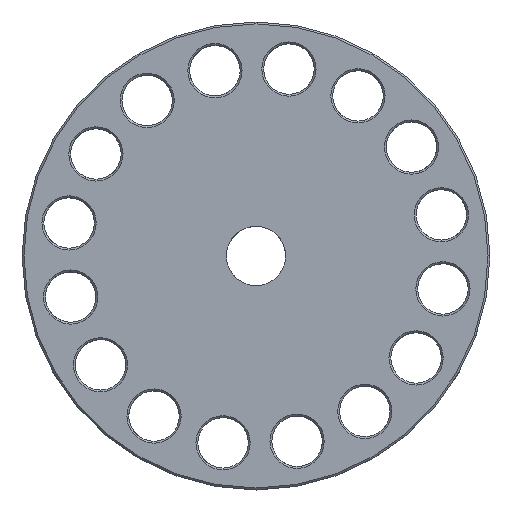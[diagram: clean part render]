
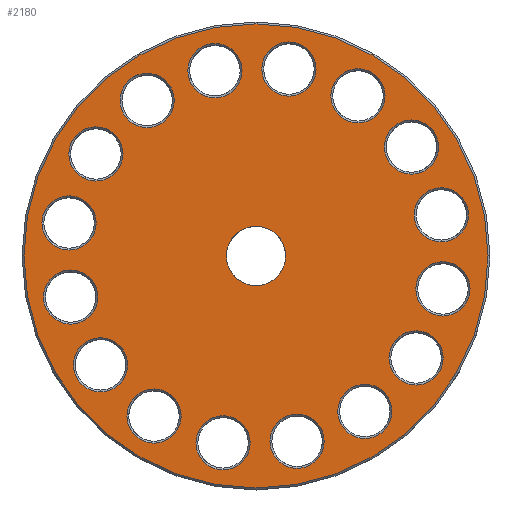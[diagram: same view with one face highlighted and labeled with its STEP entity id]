
A CAD part, top view. The second image highlights one B-rep face of the part: STEP entity #2180.
In plain terms, the highlighted planar face has unit normal (0, 0, 1).
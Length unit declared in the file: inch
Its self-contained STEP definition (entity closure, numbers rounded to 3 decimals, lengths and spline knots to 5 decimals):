
#107=FACE_BOUND('',#267,.T.);
#108=FACE_BOUND('',#268,.T.);
#109=FACE_BOUND('',#269,.T.);
#110=FACE_BOUND('',#270,.T.);
#111=FACE_BOUND('',#271,.T.);
#112=FACE_BOUND('',#272,.T.);
#113=FACE_BOUND('',#273,.T.);
#114=FACE_BOUND('',#274,.T.);
#115=FACE_BOUND('',#275,.T.);
#116=FACE_BOUND('',#276,.T.);
#117=FACE_BOUND('',#277,.T.);
#118=FACE_BOUND('',#278,.T.);
#119=FACE_BOUND('',#279,.T.);
#120=FACE_BOUND('',#280,.T.);
#121=FACE_BOUND('',#281,.T.);
#122=FACE_BOUND('',#282,.T.);
#123=FACE_BOUND('',#283,.T.);
#132=PLANE('',#2322);
#147=FACE_OUTER_BOUND('',#266,.T.);
#266=EDGE_LOOP('',(#1502));
#267=EDGE_LOOP('',(#1503));
#268=EDGE_LOOP('',(#1504));
#269=EDGE_LOOP('',(#1505));
#270=EDGE_LOOP('',(#1506));
#271=EDGE_LOOP('',(#1507));
#272=EDGE_LOOP('',(#1508));
#273=EDGE_LOOP('',(#1509));
#274=EDGE_LOOP('',(#1510));
#275=EDGE_LOOP('',(#1511));
#276=EDGE_LOOP('',(#1512));
#277=EDGE_LOOP('',(#1513));
#278=EDGE_LOOP('',(#1514));
#279=EDGE_LOOP('',(#1515));
#280=EDGE_LOOP('',(#1516));
#281=EDGE_LOOP('',(#1517));
#282=EDGE_LOOP('',(#1518));
#283=EDGE_LOOP('',(#1519));
#405=CIRCLE('',#2320,0.14281);
#407=CIRCLE('',#2323,1.2225);
#408=CIRCLE('',#2324,0.14281);
#409=CIRCLE('',#2325,0.14281);
#410=CIRCLE('',#2326,0.14281);
#411=CIRCLE('',#2327,0.14281);
#412=CIRCLE('',#2328,0.14281);
#413=CIRCLE('',#2329,0.14281);
#414=CIRCLE('',#2330,0.14281);
#415=CIRCLE('',#2331,0.14281);
#416=CIRCLE('',#2332,0.1563);
#417=CIRCLE('',#2333,0.14281);
#418=CIRCLE('',#2334,0.14281);
#419=CIRCLE('',#2335,0.14281);
#420=CIRCLE('',#2336,0.14281);
#421=CIRCLE('',#2337,0.14281);
#422=CIRCLE('',#2338,0.14281);
#423=CIRCLE('',#2339,0.14281);
#902=VERTEX_POINT('',#3240);
#904=VERTEX_POINT('',#3246);
#905=VERTEX_POINT('',#3248);
#906=VERTEX_POINT('',#3250);
#907=VERTEX_POINT('',#3252);
#908=VERTEX_POINT('',#3254);
#909=VERTEX_POINT('',#3256);
#910=VERTEX_POINT('',#3258);
#911=VERTEX_POINT('',#3260);
#912=VERTEX_POINT('',#3262);
#913=VERTEX_POINT('',#3264);
#914=VERTEX_POINT('',#3266);
#915=VERTEX_POINT('',#3268);
#916=VERTEX_POINT('',#3270);
#917=VERTEX_POINT('',#3272);
#918=VERTEX_POINT('',#3274);
#919=VERTEX_POINT('',#3276);
#920=VERTEX_POINT('',#3278);
#1130=EDGE_CURVE('',#902,#902,#405,.T.);
#1133=EDGE_CURVE('',#904,#904,#407,.T.);
#1134=EDGE_CURVE('',#905,#905,#408,.T.);
#1135=EDGE_CURVE('',#906,#906,#409,.T.);
#1136=EDGE_CURVE('',#907,#907,#410,.T.);
#1137=EDGE_CURVE('',#908,#908,#411,.T.);
#1138=EDGE_CURVE('',#909,#909,#412,.T.);
#1139=EDGE_CURVE('',#910,#910,#413,.T.);
#1140=EDGE_CURVE('',#911,#911,#414,.T.);
#1141=EDGE_CURVE('',#912,#912,#415,.T.);
#1142=EDGE_CURVE('',#913,#913,#416,.F.);
#1143=EDGE_CURVE('',#914,#914,#417,.T.);
#1144=EDGE_CURVE('',#915,#915,#418,.T.);
#1145=EDGE_CURVE('',#916,#916,#419,.T.);
#1146=EDGE_CURVE('',#917,#917,#420,.T.);
#1147=EDGE_CURVE('',#918,#918,#421,.T.);
#1148=EDGE_CURVE('',#919,#919,#422,.T.);
#1149=EDGE_CURVE('',#920,#920,#423,.T.);
#1502=ORIENTED_EDGE('',*,*,#1133,.F.);
#1503=ORIENTED_EDGE('',*,*,#1134,.F.);
#1504=ORIENTED_EDGE('',*,*,#1135,.F.);
#1505=ORIENTED_EDGE('',*,*,#1136,.F.);
#1506=ORIENTED_EDGE('',*,*,#1137,.F.);
#1507=ORIENTED_EDGE('',*,*,#1138,.F.);
#1508=ORIENTED_EDGE('',*,*,#1139,.F.);
#1509=ORIENTED_EDGE('',*,*,#1140,.F.);
#1510=ORIENTED_EDGE('',*,*,#1141,.F.);
#1511=ORIENTED_EDGE('',*,*,#1142,.T.);
#1512=ORIENTED_EDGE('',*,*,#1143,.F.);
#1513=ORIENTED_EDGE('',*,*,#1144,.F.);
#1514=ORIENTED_EDGE('',*,*,#1145,.F.);
#1515=ORIENTED_EDGE('',*,*,#1146,.F.);
#1516=ORIENTED_EDGE('',*,*,#1147,.F.);
#1517=ORIENTED_EDGE('',*,*,#1148,.F.);
#1518=ORIENTED_EDGE('',*,*,#1149,.F.);
#1519=ORIENTED_EDGE('',*,*,#1130,.F.);
#2180=ADVANCED_FACE('',(#147,#107,#108,#109,#110,#111,#112,#113,#114,#115,
#116,#117,#118,#119,#120,#121,#122,#123),#132,.T.);
#2320=AXIS2_PLACEMENT_3D('',#3241,#2544,#2545);
#2322=AXIS2_PLACEMENT_3D('',#3245,#2549,#2550);
#2323=AXIS2_PLACEMENT_3D('',#3247,#2551,#2552);
#2324=AXIS2_PLACEMENT_3D('',#3249,#2553,#2554);
#2325=AXIS2_PLACEMENT_3D('',#3251,#2555,#2556);
#2326=AXIS2_PLACEMENT_3D('',#3253,#2557,#2558);
#2327=AXIS2_PLACEMENT_3D('',#3255,#2559,#2560);
#2328=AXIS2_PLACEMENT_3D('',#3257,#2561,#2562);
#2329=AXIS2_PLACEMENT_3D('',#3259,#2563,#2564);
#2330=AXIS2_PLACEMENT_3D('',#3261,#2565,#2566);
#2331=AXIS2_PLACEMENT_3D('',#3263,#2567,#2568);
#2332=AXIS2_PLACEMENT_3D('',#3265,#2569,#2570);
#2333=AXIS2_PLACEMENT_3D('',#3267,#2571,#2572);
#2334=AXIS2_PLACEMENT_3D('',#3269,#2573,#2574);
#2335=AXIS2_PLACEMENT_3D('',#3271,#2575,#2576);
#2336=AXIS2_PLACEMENT_3D('',#3273,#2577,#2578);
#2337=AXIS2_PLACEMENT_3D('',#3275,#2579,#2580);
#2338=AXIS2_PLACEMENT_3D('',#3277,#2581,#2582);
#2339=AXIS2_PLACEMENT_3D('',#3279,#2583,#2584);
#2544=DIRECTION('center_axis',(0.,0.,
1.));
#2545=DIRECTION('ref_axis',(1.,0.,0.));
#2549=DIRECTION('center_axis',(0.,0.,
1.));
#2550=DIRECTION('ref_axis',(1.,0.,0.));
#2551=DIRECTION('center_axis',(0.,0.,
-1.));
#2552=DIRECTION('ref_axis',(1.,0.,0.));
#2553=DIRECTION('center_axis',(0.,0.,
1.));
#2554=DIRECTION('ref_axis',(1.,0.,0.));
#2555=DIRECTION('center_axis',(0.,0.,
1.));
#2556=DIRECTION('ref_axis',(1.,0.,0.));
#2557=DIRECTION('center_axis',(0.,0.,
1.));
#2558=DIRECTION('ref_axis',(1.,0.,0.));
#2559=DIRECTION('center_axis',(0.,0.,
1.));
#2560=DIRECTION('ref_axis',(1.,0.,0.));
#2561=DIRECTION('center_axis',(0.,0.,
1.));
#2562=DIRECTION('ref_axis',(1.,0.,0.));
#2563=DIRECTION('center_axis',(0.,0.,
1.));
#2564=DIRECTION('ref_axis',(1.,0.,0.));
#2565=DIRECTION('center_axis',(0.,0.,
1.));
#2566=DIRECTION('ref_axis',(1.,0.,0.));
#2567=DIRECTION('center_axis',(0.,0.,
1.));
#2568=DIRECTION('ref_axis',(1.,0.,0.));
#2569=DIRECTION('center_axis',(0.,0.,
1.));
#2570=DIRECTION('ref_axis',(1.,0.,0.));
#2571=DIRECTION('center_axis',(0.,0.,
1.));
#2572=DIRECTION('ref_axis',(1.,0.,0.));
#2573=DIRECTION('center_axis',(0.,0.,
1.));
#2574=DIRECTION('ref_axis',(1.,0.,0.));
#2575=DIRECTION('center_axis',(0.,0.,
1.));
#2576=DIRECTION('ref_axis',(1.,0.,0.));
#2577=DIRECTION('center_axis',(0.,0.,
1.));
#2578=DIRECTION('ref_axis',(1.,0.,0.));
#2579=DIRECTION('center_axis',(0.,0.,
1.));
#2580=DIRECTION('ref_axis',(1.,0.,0.));
#2581=DIRECTION('center_axis',(0.,0.,
1.));
#2582=DIRECTION('ref_axis',(1.,0.,0.));
#2583=DIRECTION('center_axis',(0.,0.,
1.));
#2584=DIRECTION('ref_axis',(1.,0.,0.));
#3240=CARTESIAN_POINT('',(1.35012,0.50673,4.13126));
#3241=CARTESIAN_POINT('Origin',(1.49293,0.50673,4.13126));
#3245=CARTESIAN_POINT('Origin',(2.03023,1.35012,4.13126));
#3246=CARTESIAN_POINT('',(0.80773,1.35012,4.13126));
#3247=CARTESIAN_POINT('Origin',(2.03023,1.35012,4.13126));
#3248=CARTESIAN_POINT('',(1.06827,0.77654,4.13126));
#3249=CARTESIAN_POINT('Origin',(1.21108,0.77654,4.13126));
#3250=CARTESIAN_POINT('',(0.90261,1.52377,4.13126));
#3251=CARTESIAN_POINT('Origin',(1.04542,1.52377,4.13126));
#3252=CARTESIAN_POINT('',(1.31384,2.16927,4.13126));
#3253=CARTESIAN_POINT('Origin',(1.45665,2.16927,4.13126));
#3254=CARTESIAN_POINT('',(2.06107,2.33493,4.13126));
#3255=CARTESIAN_POINT('Origin',(2.20388,2.33493,4.13126));
#3256=CARTESIAN_POINT('',(2.70657,1.9237,4.13126));
#3257=CARTESIAN_POINT('Origin',(2.84938,1.9237,4.13126));
#3258=CARTESIAN_POINT('',(2.87222,1.17647,4.13126));
#3259=CARTESIAN_POINT('Origin',(3.01504,1.17647,4.13126));
#3260=CARTESIAN_POINT('',(2.46099,0.53097,4.13126));
#3261=CARTESIAN_POINT('Origin',(2.60381,0.53097,4.13126));
#3262=CARTESIAN_POINT('',(1.71377,0.36531,4.13126));
#3263=CARTESIAN_POINT('Origin',(1.85658,0.36531,4.13126));
#3264=CARTESIAN_POINT('',(1.87393,1.35012,4.13126));
#3265=CARTESIAN_POINT('Origin',(2.03023,1.35012,4.13126));
#3266=CARTESIAN_POINT('',(2.10386,0.37382,4.13126));
#3267=CARTESIAN_POINT('Origin',(2.24667,0.37382,4.13126));
#3268=CARTESIAN_POINT('',(2.73081,0.81282,4.13126));
#3269=CARTESIAN_POINT('Origin',(2.87362,0.81282,4.13126));
#3270=CARTESIAN_POINT('',(2.86371,1.56656,4.13126));
#3271=CARTESIAN_POINT('Origin',(3.00653,1.56656,4.13126));
#3272=CARTESIAN_POINT('',(2.42472,2.19351,4.13126));
#3273=CARTESIAN_POINT('Origin',(2.56753,2.19351,4.13126));
#3274=CARTESIAN_POINT('',(1.67098,2.32642,4.13126));
#3275=CARTESIAN_POINT('Origin',(1.81379,2.32642,4.13126));
#3276=CARTESIAN_POINT('',(1.04403,1.88742,4.13126));
#3277=CARTESIAN_POINT('Origin',(1.18684,1.88742,4.13126));
#3278=CARTESIAN_POINT('',(0.91112,1.13368,4.13126));
#3279=CARTESIAN_POINT('Origin',(1.05393,1.13368,4.13126));
